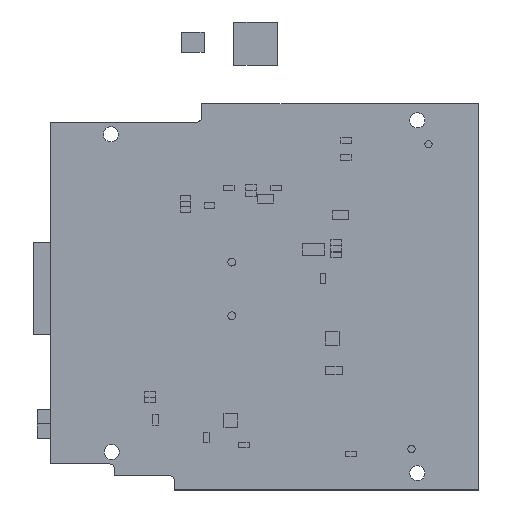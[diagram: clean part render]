
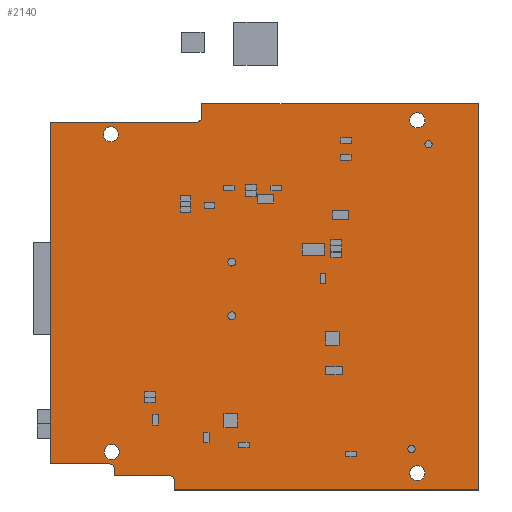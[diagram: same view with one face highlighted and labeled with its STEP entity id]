
A CAD part, top view. The second image highlights one B-rep face of the part: STEP entity #2140.
In plain terms, the highlighted planar face has unit normal (0, 0, 1).
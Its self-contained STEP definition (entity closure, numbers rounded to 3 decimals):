
#1452=FACE_OUTER_BOUND($,#1693,.F.);
#1467=FACE_OUTER_BOUND($,#1708,.T.);
#1471=FACE_OUTER_BOUND($,#1712,.T.);
#1475=FACE_OUTER_BOUND($,#1716,.T.);
#1479=FACE_OUTER_BOUND($,#1720,.T.);
#1483=FACE_OUTER_BOUND($,#1724,.T.);
#1487=FACE_OUTER_BOUND($,#1728,.T.);
#1491=FACE_OUTER_BOUND($,#1732,.T.);
#1495=FACE_OUTER_BOUND($,#1736,.T.);
#1693=EDGE_LOOP($,(#2894,#2895,#2896,#2897,#2898,#2899,#2900,#2901,#2902,
#2903,#2904,#2905,#2906));
#1708=EDGE_LOOP($,(#2972,#2973));
#1712=EDGE_LOOP($,(#2984,#2985));
#1716=EDGE_LOOP($,(#2996,#2997));
#1720=EDGE_LOOP($,(#3008,#3009));
#1724=EDGE_LOOP($,(#3020,#3021));
#1728=EDGE_LOOP($,(#3032,#3033));
#1732=EDGE_LOOP($,(#3044,#3045));
#1736=EDGE_LOOP($,(#3056,#3057));
#1934=PLANE($,#2406);
#2140=ADVANCED_FACE($,(#1452,#1467,#1471,#1475,#1479,#1483,#1487,#1491,
#1495),#1934,.T.);
#2365=CIRCLE($,#2403,1.);
#2366=CIRCLE($,#2404,1.);
#2367=CIRCLE($,#2405,1.);
#2371=CIRCLE($,#2424,0.65);
#2372=CIRCLE($,#2425,0.65);
#2375=CIRCLE($,#2430,0.65);
#2376=CIRCLE($,#2431,0.65);
#2379=CIRCLE($,#2436,0.7);
#2380=CIRCLE($,#2437,0.7);
#2383=CIRCLE($,#2442,0.7);
#2384=CIRCLE($,#2443,0.7);
#2387=CIRCLE($,#2448,1.35);
#2388=CIRCLE($,#2449,1.35);
#2391=CIRCLE($,#2454,1.35);
#2392=CIRCLE($,#2455,1.35);
#2395=CIRCLE($,#2460,1.35);
#2396=CIRCLE($,#2461,1.35);
#2399=CIRCLE($,#2466,1.35);
#2400=CIRCLE($,#2467,1.35);
#2403=AXIS2_PLACEMENT_3D($,#6938,#6069,$);
#2404=AXIS2_PLACEMENT_3D($,#6939,#6069,$);
#2405=AXIS2_PLACEMENT_3D($,#6940,#6069,$);
#2406=AXIS2_PLACEMENT_3D($,#6925,#6069,$);
#2424=AXIS2_PLACEMENT_3D($,#6964,#6069,$);
#2425=AXIS2_PLACEMENT_3D($,#6965,#6069,$);
#2430=AXIS2_PLACEMENT_3D($,#6976,#6069,$);
#2431=AXIS2_PLACEMENT_3D($,#6977,#6069,$);
#2436=AXIS2_PLACEMENT_3D($,#6988,#6069,$);
#2437=AXIS2_PLACEMENT_3D($,#6989,#6069,$);
#2442=AXIS2_PLACEMENT_3D($,#7000,#6069,$);
#2443=AXIS2_PLACEMENT_3D($,#7001,#6069,$);
#2448=AXIS2_PLACEMENT_3D($,#7012,#6069,$);
#2449=AXIS2_PLACEMENT_3D($,#7013,#6069,$);
#2454=AXIS2_PLACEMENT_3D($,#7024,#6069,$);
#2455=AXIS2_PLACEMENT_3D($,#7025,#6069,$);
#2460=AXIS2_PLACEMENT_3D($,#7036,#6069,$);
#2461=AXIS2_PLACEMENT_3D($,#7037,#6069,$);
#2466=AXIS2_PLACEMENT_3D($,#7048,#6069,$);
#2467=AXIS2_PLACEMENT_3D($,#7049,#6069,$);
#2894=ORIENTED_EDGE($,*,*,#3860,.T.);
#2895=ORIENTED_EDGE($,*,*,#3861,.T.);
#2896=ORIENTED_EDGE($,*,*,#3862,.T.);
#2897=ORIENTED_EDGE($,*,*,#3863,.T.);
#2898=ORIENTED_EDGE($,*,*,#3864,.T.);
#2899=ORIENTED_EDGE($,*,*,#3865,.T.);
#2900=ORIENTED_EDGE($,*,*,#3866,.T.);
#2901=ORIENTED_EDGE($,*,*,#3867,.T.);
#2902=ORIENTED_EDGE($,*,*,#3868,.T.);
#2903=ORIENTED_EDGE($,*,*,#3869,.T.);
#2904=ORIENTED_EDGE($,*,*,#3870,.T.);
#2905=ORIENTED_EDGE($,*,*,#3871,.T.);
#2906=ORIENTED_EDGE($,*,*,#3872,.T.);
#2972=ORIENTED_EDGE($,*,*,#3900,.T.);
#2973=ORIENTED_EDGE($,*,*,#3901,.T.);
#2984=ORIENTED_EDGE($,*,*,#3907,.T.);
#2985=ORIENTED_EDGE($,*,*,#3908,.T.);
#2996=ORIENTED_EDGE($,*,*,#3914,.T.);
#2997=ORIENTED_EDGE($,*,*,#3915,.T.);
#3008=ORIENTED_EDGE($,*,*,#3921,.T.);
#3009=ORIENTED_EDGE($,*,*,#3922,.T.);
#3020=ORIENTED_EDGE($,*,*,#3928,.T.);
#3021=ORIENTED_EDGE($,*,*,#3929,.T.);
#3032=ORIENTED_EDGE($,*,*,#3935,.T.);
#3033=ORIENTED_EDGE($,*,*,#3936,.T.);
#3044=ORIENTED_EDGE($,*,*,#3942,.T.);
#3045=ORIENTED_EDGE($,*,*,#3943,.T.);
#3056=ORIENTED_EDGE($,*,*,#3949,.T.);
#3057=ORIENTED_EDGE($,*,*,#3950,.T.);
#3860=EDGE_CURVE($,#5353,#5354,#4868,.T.);
#3861=EDGE_CURVE($,#5354,#5355,#4869,.T.);
#3862=EDGE_CURVE($,#5355,#5356,#2365,.T.);
#3863=EDGE_CURVE($,#5356,#5357,#4870,.T.);
#3864=EDGE_CURVE($,#5357,#5358,#4871,.T.);
#3865=EDGE_CURVE($,#5358,#5359,#4872,.T.);
#3866=EDGE_CURVE($,#5359,#5360,#2366,.T.);
#3867=EDGE_CURVE($,#5360,#5361,#4873,.T.);
#3868=EDGE_CURVE($,#5361,#5362,#4874,.T.);
#3869=EDGE_CURVE($,#5362,#5363,#4875,.T.);
#3870=EDGE_CURVE($,#5363,#5364,#4876,.T.);
#3871=EDGE_CURVE($,#5364,#5365,#4877,.T.);
#3872=EDGE_CURVE($,#5365,#5353,#2367,.T.);
#3900=EDGE_CURVE($,#5381,#5382,#2371,.F.);
#3901=EDGE_CURVE($,#5382,#5381,#2372,.F.);
#3907=EDGE_CURVE($,#5387,#5388,#2375,.F.);
#3908=EDGE_CURVE($,#5388,#5387,#2376,.F.);
#3914=EDGE_CURVE($,#5393,#5394,#2379,.F.);
#3915=EDGE_CURVE($,#5394,#5393,#2380,.F.);
#3921=EDGE_CURVE($,#5399,#5400,#2383,.F.);
#3922=EDGE_CURVE($,#5400,#5399,#2384,.F.);
#3928=EDGE_CURVE($,#5405,#5406,#2387,.F.);
#3929=EDGE_CURVE($,#5406,#5405,#2388,.F.);
#3935=EDGE_CURVE($,#5411,#5412,#2391,.F.);
#3936=EDGE_CURVE($,#5412,#5411,#2392,.F.);
#3942=EDGE_CURVE($,#5417,#5418,#2395,.F.);
#3943=EDGE_CURVE($,#5418,#5417,#2396,.F.);
#3949=EDGE_CURVE($,#5423,#5424,#2399,.F.);
#3950=EDGE_CURVE($,#5424,#5423,#2400,.F.);
#4383=VECTOR($,#6072,9.7);
#4384=VECTOR($,#6073,1.1);
#4385=VECTOR($,#6074,10.5);
#4386=VECTOR($,#6075,61.);
#4387=VECTOR($,#6076,26.1);
#4388=VECTOR($,#6077,2.3);
#4389=VECTOR($,#6078,49.4);
#4390=VECTOR($,#6079,69.);
#4391=VECTOR($,#6080,54.3);
#4392=VECTOR($,#6081,1.6);
#4868=LINE($,#6924,#4383);
#4869=LINE($,#6925,#4384);
#4870=LINE($,#6927,#4385);
#4871=LINE($,#6928,#4386);
#4872=LINE($,#6929,#4387);
#4873=LINE($,#6931,#4388);
#4874=LINE($,#6932,#4389);
#4875=LINE($,#6933,#4390);
#4876=LINE($,#6934,#4391);
#4877=LINE($,#6935,#4392);
#5353=VERTEX_POINT($,#6924);
#5354=VERTEX_POINT($,#6925);
#5355=VERTEX_POINT($,#6926);
#5356=VERTEX_POINT($,#6927);
#5357=VERTEX_POINT($,#6928);
#5358=VERTEX_POINT($,#6929);
#5359=VERTEX_POINT($,#6930);
#5360=VERTEX_POINT($,#6931);
#5361=VERTEX_POINT($,#6932);
#5362=VERTEX_POINT($,#6933);
#5363=VERTEX_POINT($,#6934);
#5364=VERTEX_POINT($,#6935);
#5365=VERTEX_POINT($,#6936);
#5381=VERTEX_POINT($,#6961);
#5382=VERTEX_POINT($,#6962);
#5387=VERTEX_POINT($,#6973);
#5388=VERTEX_POINT($,#6974);
#5393=VERTEX_POINT($,#6985);
#5394=VERTEX_POINT($,#6986);
#5399=VERTEX_POINT($,#6997);
#5400=VERTEX_POINT($,#6998);
#5405=VERTEX_POINT($,#7009);
#5406=VERTEX_POINT($,#7010);
#5411=VERTEX_POINT($,#7021);
#5412=VERTEX_POINT($,#7022);
#5417=VERTEX_POINT($,#7033);
#5418=VERTEX_POINT($,#7034);
#5423=VERTEX_POINT($,#7045);
#5424=VERTEX_POINT($,#7046);
#6069=DIRECTION($,(0.,0.,1.));
#6072=DIRECTION($,(-1.,0.,0.));
#6073=DIRECTION($,(0.,1.,0.));
#6074=DIRECTION($,(-1.,0.,0.));
#6075=DIRECTION($,(0.,1.,0.));
#6076=DIRECTION($,(1.,0.,0.));
#6077=DIRECTION($,(0.,1.,0.));
#6078=DIRECTION($,(1.,0.,0.));
#6079=DIRECTION($,(0.,-1.,0.));
#6080=DIRECTION($,(-1.,0.,0.));
#6081=DIRECTION($,(0.,1.,0.));
#6924=CARTESIAN_POINT('',(-44.4,-0.4,0.));
#6925=CARTESIAN_POINT('',(-54.1,-0.4,0.));
#6926=CARTESIAN_POINT('',(-54.1,0.7,0.));
#6927=CARTESIAN_POINT('',(-55.1,1.7,0.));
#6928=CARTESIAN_POINT('',(-65.6,1.7,0.));
#6929=CARTESIAN_POINT('',(-65.6,62.7,0.));
#6930=CARTESIAN_POINT('',(-39.5,62.7,0.));
#6931=CARTESIAN_POINT('',(-38.5,63.7,0.));
#6932=CARTESIAN_POINT('',(-38.5,66.,0.));
#6933=CARTESIAN_POINT('',(10.9,66.,0.));
#6934=CARTESIAN_POINT('',(10.9,-3.,0.));
#6935=CARTESIAN_POINT('',(-43.4,-3.,0.));
#6936=CARTESIAN_POINT('',(-43.4,-1.4,0.));
#6938=CARTESIAN_POINT('',(-55.1,0.7,0.));
#6939=CARTESIAN_POINT('',(-39.5,63.7,0.));
#6940=CARTESIAN_POINT('',(-44.4,-1.4,0.));
#6961=CARTESIAN_POINT('',(2.635,58.725,0.));
#6962=CARTESIAN_POINT('',(1.335,58.725,0.));
#6964=CARTESIAN_POINT('',(1.985,58.725,0.));
#6965=CARTESIAN_POINT('',(1.985,58.725,0.));
#6973=CARTESIAN_POINT('',(-0.415,4.345,0.));
#6974=CARTESIAN_POINT('',(-1.715,4.345,0.));
#6976=CARTESIAN_POINT('',(-1.065,4.345,0.));
#6977=CARTESIAN_POINT('',(-1.065,4.345,0.));
#6985=CARTESIAN_POINT('',(-32.45,28.1,0.));
#6986=CARTESIAN_POINT('',(-33.85,28.1,0.));
#6988=CARTESIAN_POINT('',(-33.15,28.1,0.));
#6989=CARTESIAN_POINT('',(-33.15,28.1,0.));
#6997=CARTESIAN_POINT('',(-32.45,37.7,0.));
#6998=CARTESIAN_POINT('',(-33.85,37.7,0.));
#7000=CARTESIAN_POINT('',(-33.15,37.7,0.));
#7001=CARTESIAN_POINT('',(-33.15,37.7,0.));
#7009=CARTESIAN_POINT('',(-53.25,3.8,0.));
#7010=CARTESIAN_POINT('',(-55.95,3.8,0.));
#7012=CARTESIAN_POINT('',(-54.6,3.8,0.));
#7013=CARTESIAN_POINT('',(-54.6,3.8,0.));
#7021=CARTESIAN_POINT('',(-53.4,60.5,0.));
#7022=CARTESIAN_POINT('',(-56.1,60.5,0.));
#7024=CARTESIAN_POINT('',(-54.75,60.5,0.));
#7025=CARTESIAN_POINT('',(-54.75,60.5,0.));
#7033=CARTESIAN_POINT('',(1.35,0.,0.));
#7034=CARTESIAN_POINT('',(-1.35,0.,0.));
#7036=CARTESIAN_POINT('',(0.,0.,0.));
#7037=CARTESIAN_POINT('',(0.,0.,0.));
#7045=CARTESIAN_POINT('',(1.35,63.,0.));
#7046=CARTESIAN_POINT('',(-1.35,63.,0.));
#7048=CARTESIAN_POINT('',(0.,63.,0.));
#7049=CARTESIAN_POINT('',(0.,63.,0.));
